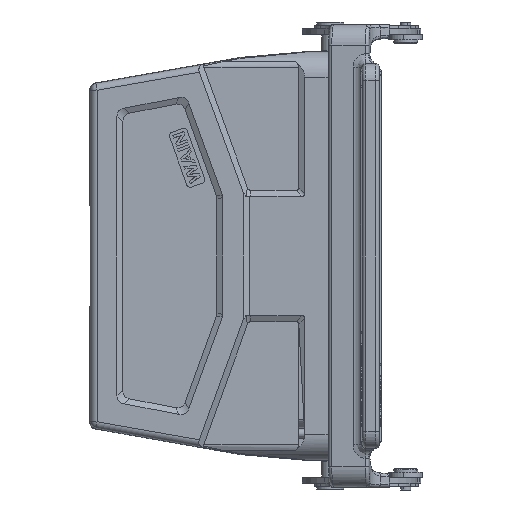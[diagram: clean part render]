
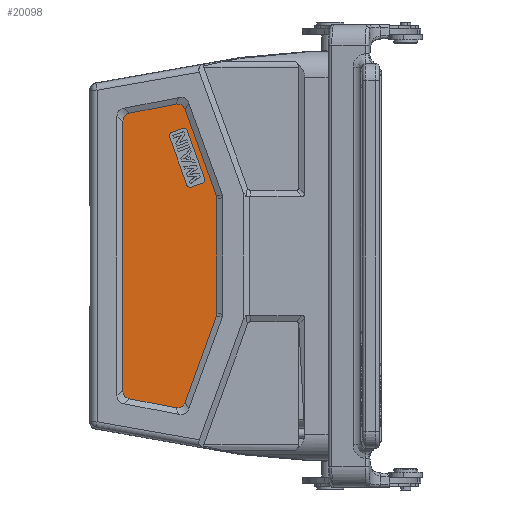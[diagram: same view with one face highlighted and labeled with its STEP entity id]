
A CAD part, left-side view. The second image highlights one B-rep face of the part: STEP entity #20098.
In plain terms, the highlighted planar face has unit normal (-1, 0, 0).
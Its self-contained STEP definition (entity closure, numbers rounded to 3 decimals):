
#191=DIRECTION('',(0.,-0.982,0.19));
#192=VECTOR('',#191,13.6);
#193=CARTESIAN_POINT('',(-21.5,9.658,41.859));
#194=LINE('',#193,#192);
#195=CARTESIAN_POINT('',(-21.5,-3.695,44.439));
#196=CARTESIAN_POINT('',(-21.5,-4.393,44.574));
#197=CARTESIAN_POINT('',(-21.5,-5.543,44.409));
#198=CARTESIAN_POINT('',(-21.5,-6.275,43.507));
#199=CARTESIAN_POINT('',(-21.5,-6.519,42.839));
#201=DIRECTION('',(0.,-0.342,-0.94));
#202=VECTOR('',#201,26.85);
#203=CARTESIAN_POINT('',(-21.5,-6.519,42.839));
#204=LINE('',#203,#202);
#205=CARTESIAN_POINT('',(-21.5,-15.702,17.609));
#206=CARTESIAN_POINT('',(-21.5,-15.802,17.333));
#207=CARTESIAN_POINT('',(-21.5,-15.853,17.048));
#208=CARTESIAN_POINT('',(-21.5,-15.853,16.754));
#210=DIRECTION('',(0.,0.,-1.));
#211=VECTOR('',#210,33.508);
#212=CARTESIAN_POINT('',(-21.5,-15.853,16.754));
#213=LINE('',#212,#211);
#214=CARTESIAN_POINT('',(-21.5,-15.853,-16.754));
#215=CARTESIAN_POINT('',(-21.5,-15.853,-17.048));
#216=CARTESIAN_POINT('',(-21.5,-15.802,-17.333));
#217=CARTESIAN_POINT('',(-21.5,-15.702,-17.609));
#219=DIRECTION('',(0.,0.342,-0.94));
#220=VECTOR('',#219,26.85);
#221=CARTESIAN_POINT('',(-21.5,-15.702,-17.609));
#222=LINE('',#221,#220);
#223=CARTESIAN_POINT('',(-21.5,-6.519,-42.839));
#224=CARTESIAN_POINT('',(-21.5,-6.275,-43.507));
#225=CARTESIAN_POINT('',(-21.5,-5.543,-44.409));
#226=CARTESIAN_POINT('',(-21.5,-4.393,-44.574));
#227=CARTESIAN_POINT('',(-21.5,-3.695,-44.439));
#229=DIRECTION('',(0.,0.982,0.19));
#230=VECTOR('',#229,13.6);
#231=CARTESIAN_POINT('',(-21.5,-3.695,-44.439));
#232=LINE('',#231,#230);
#233=CARTESIAN_POINT('',(-21.5,9.658,-41.859));
#234=CARTESIAN_POINT('',(-21.5,10.333,-41.729));
#235=CARTESIAN_POINT('',(-21.5,11.319,-41.167));
#236=CARTESIAN_POINT('',(-21.5,11.683,-40.093));
#237=CARTESIAN_POINT('',(-21.5,11.683,-39.405));
#239=DIRECTION('',(0.,0.,1.));
#240=VECTOR('',#239,78.81);
#241=CARTESIAN_POINT('',(-21.5,11.683,-39.405));
#242=LINE('',#241,#240);
#243=CARTESIAN_POINT('',(-21.5,11.683,39.405));
#244=CARTESIAN_POINT('',(-21.5,11.683,40.093));
#245=CARTESIAN_POINT('',(-21.5,11.319,41.167));
#246=CARTESIAN_POINT('',(-21.5,10.333,41.729));
#247=CARTESIAN_POINT('',(-21.5,9.658,41.859));
#249=DIRECTION('',(0.,0.342,0.94));
#250=VECTOR('',#249,15.);
#251=CARTESIAN_POINT('',(-21.5,-12.266,22.663));
#252=LINE('',#251,#250);
#253=CARTESIAN_POINT('',(-21.5,-6.196,36.417));
#254=DIRECTION('',(-1.,0.,0.));
#255=DIRECTION('',(0.,-0.94,0.342));
#256=AXIS2_PLACEMENT_3D('',#253,#254,#255);
#258=DIRECTION('',(0.,0.94,-0.342));
#259=VECTOR('',#258,3.5);
#260=CARTESIAN_POINT('',(-21.5,-5.854,37.356));
#261=LINE('',#260,#259);
#262=CARTESIAN_POINT('',(-21.5,-2.907,35.22));
#263=DIRECTION('',(-1.,0.,0.));
#264=DIRECTION('',(0.,0.342,0.94));
#265=AXIS2_PLACEMENT_3D('',#262,#263,#264);
#267=CARTESIAN_POINT('',(-21.5,-2.907,35.22));
#268=DIRECTION('',(-1.,0.,0.));
#269=DIRECTION('',(0.,1.,0.));
#270=AXIS2_PLACEMENT_3D('',#267,#268,#269);
#272=DIRECTION('',(0.,-0.342,-0.94));
#273=VECTOR('',#272,15.);
#274=CARTESIAN_POINT('',(-21.5,-1.967,34.878));
#275=LINE('',#274,#273);
#276=CARTESIAN_POINT('',(-21.5,-8.037,21.124));
#277=DIRECTION('',(-1.,0.,0.));
#278=DIRECTION('',(0.,0.94,-0.342));
#279=AXIS2_PLACEMENT_3D('',#276,#277,#278);
#281=DIRECTION('',(0.,-0.94,0.342));
#282=VECTOR('',#281,3.5);
#283=CARTESIAN_POINT('',(-21.5,-8.379,20.185));
#284=LINE('',#283,#282);
#285=CARTESIAN_POINT('',(-21.5,-11.326,22.321));
#286=DIRECTION('',(-1.,0.,0.));
#287=DIRECTION('',(0.,-0.342,-0.94));
#288=AXIS2_PLACEMENT_3D('',#285,#286,#287);
#290=CARTESIAN_POINT('',(-21.5,-11.326,22.321));
#291=DIRECTION('',(-1.,0.,0.));
#292=DIRECTION('',(0.,-1.,0.));
#293=AXIS2_PLACEMENT_3D('',#290,#291,#292);
#19097=CARTESIAN_POINT('',(-21.5,-15.853,16.754));
#19098=VERTEX_POINT('',#19097);
#19099=VERTEX_POINT('',#205);
#19100=CARTESIAN_POINT('',(-21.5,-15.853,-16.754));
#19101=VERTEX_POINT('',#19100);
#19102=CARTESIAN_POINT('',(-21.5,-15.702,-17.609));
#19103=VERTEX_POINT('',#19102);
#19104=CARTESIAN_POINT('',(-21.5,-6.519,-42.839));
#19105=VERTEX_POINT('',#19104);
#19106=CARTESIAN_POINT('',(-21.5,-3.695,-44.439));
#19107=VERTEX_POINT('',#19106);
#19108=CARTESIAN_POINT('',(-21.5,9.658,-41.859));
#19109=VERTEX_POINT('',#19108);
#19110=CARTESIAN_POINT('',(-21.5,11.683,-39.405));
#19111=VERTEX_POINT('',#19110);
#19112=CARTESIAN_POINT('',(-21.5,11.683,39.405));
#19113=VERTEX_POINT('',#19112);
#19114=CARTESIAN_POINT('',(-21.5,9.658,41.859));
#19115=VERTEX_POINT('',#19114);
#19116=CARTESIAN_POINT('',(-21.5,-3.695,44.439));
#19117=VERTEX_POINT('',#19116);
#19118=CARTESIAN_POINT('',(-21.5,-6.519,42.839));
#19119=VERTEX_POINT('',#19118);
#19120=CARTESIAN_POINT('',(-21.5,-12.266,22.663));
#19121=CARTESIAN_POINT('',(-21.5,-7.136,36.759));
#19122=VERTEX_POINT('',#19120);
#19123=VERTEX_POINT('',#19121);
#19124=CARTESIAN_POINT('',(-21.5,-5.854,37.356));
#19125=VERTEX_POINT('',#19124);
#19126=CARTESIAN_POINT('',(-21.5,-2.565,36.159));
#19127=VERTEX_POINT('',#19126);
#19128=CARTESIAN_POINT('',(-21.5,-1.907,35.22));
#19129=VERTEX_POINT('',#19128);
#19130=CARTESIAN_POINT('',(-21.5,-1.967,34.878));
#19131=VERTEX_POINT('',#19130);
#19132=CARTESIAN_POINT('',(-21.5,-7.098,20.782));
#19133=VERTEX_POINT('',#19132);
#19134=CARTESIAN_POINT('',(-21.5,-8.379,20.185));
#19135=VERTEX_POINT('',#19134);
#19136=CARTESIAN_POINT('',(-21.5,-11.668,21.382));
#19137=VERTEX_POINT('',#19136);
#19138=CARTESIAN_POINT('',(-21.5,-12.326,22.321));
#19139=VERTEX_POINT('',#19138);
#20046=CARTESIAN_POINT('',(-21.5,-17.585,48.886));
#20047=DIRECTION('',(-1.,0.,0.));
#20048=DIRECTION('',(0.,-1.,0.));
#20049=AXIS2_PLACEMENT_3D('',#20046,#20047,#20048);
#20050=PLANE('',#20049);
#20052=ORIENTED_EDGE('',*,*,#20051,.T.);
#20054=ORIENTED_EDGE('',*,*,#20053,.T.);
#20056=ORIENTED_EDGE('',*,*,#20055,.T.);
#20058=ORIENTED_EDGE('',*,*,#20057,.T.);
#20060=ORIENTED_EDGE('',*,*,#20059,.T.);
#20062=ORIENTED_EDGE('',*,*,#20061,.T.);
#20064=ORIENTED_EDGE('',*,*,#20063,.T.);
#20066=ORIENTED_EDGE('',*,*,#20065,.T.);
#20068=ORIENTED_EDGE('',*,*,#20067,.T.);
#20070=ORIENTED_EDGE('',*,*,#20069,.T.);
#20072=ORIENTED_EDGE('',*,*,#20071,.T.);
#20074=ORIENTED_EDGE('',*,*,#20073,.T.);
#20075=EDGE_LOOP('',(#20052,#20054,#20056,#20058,#20060,#20062,#20064,#20066,
#20068,#20070,#20072,#20074));
#20076=FACE_OUTER_BOUND('',#20075,.F.);
#20078=ORIENTED_EDGE('',*,*,#20077,.T.);
#20080=ORIENTED_EDGE('',*,*,#20079,.T.);
#20082=ORIENTED_EDGE('',*,*,#20081,.T.);
#20084=ORIENTED_EDGE('',*,*,#20083,.T.);
#20086=ORIENTED_EDGE('',*,*,#20085,.T.);
#20088=ORIENTED_EDGE('',*,*,#20087,.T.);
#20090=ORIENTED_EDGE('',*,*,#20089,.T.);
#20091=ORIENTED_EDGE('',*,*,#20036,.T.);
#20093=ORIENTED_EDGE('',*,*,#20092,.T.);
#20095=ORIENTED_EDGE('',*,*,#20094,.T.);
#20096=EDGE_LOOP('',(#20078,#20080,#20082,#20084,#20086,#20088,#20090,#20091,
#20093,#20095));
#20097=FACE_BOUND('',#20096,.F.);
#20098=ADVANCED_FACE('',(#20076,#20097),#20050,.T.);
#200=B_SPLINE_CURVE_WITH_KNOTS('',3,(#195,#196,#197,#198,#199),.UNSPECIFIED.,
.F.,.F.,(4,1,4),(0.,0.5,1.),.UNSPECIFIED.);
#209=B_SPLINE_CURVE_WITH_KNOTS('',3,(#205,#206,#207,#208),.UNSPECIFIED.,.F.,.F.,
(4,4),(0.,1.),.UNSPECIFIED.);
#218=B_SPLINE_CURVE_WITH_KNOTS('',3,(#214,#215,#216,#217),.UNSPECIFIED.,.F.,.F.,
(4,4),(0.,1.),.UNSPECIFIED.);
#228=B_SPLINE_CURVE_WITH_KNOTS('',3,(#223,#224,#225,#226,#227),.UNSPECIFIED.,
.F.,.F.,(4,1,4),(0.,0.5,1.),.UNSPECIFIED.);
#238=B_SPLINE_CURVE_WITH_KNOTS('',3,(#233,#234,#235,#236,#237),.UNSPECIFIED.,
.F.,.F.,(4,1,4),(0.,0.5,1.),.UNSPECIFIED.);
#248=B_SPLINE_CURVE_WITH_KNOTS('',3,(#243,#244,#245,#246,#247),.UNSPECIFIED.,
.F.,.F.,(4,1,4),(0.,0.5,1.),.UNSPECIFIED.);
#257=CIRCLE('',#256,1.);
#266=CIRCLE('',#265,1.);
#271=CIRCLE('',#270,1.);
#280=CIRCLE('',#279,1.);
#289=CIRCLE('',#288,1.);
#294=CIRCLE('',#293,1.);
#20036=EDGE_CURVE('',#19135,#19137,#284,.T.);
#20051=EDGE_CURVE('',#19115,#19117,#194,.T.);
#20053=EDGE_CURVE('',#19117,#19119,#200,.T.);
#20055=EDGE_CURVE('',#19119,#19099,#204,.T.);
#20057=EDGE_CURVE('',#19099,#19098,#209,.T.);
#20059=EDGE_CURVE('',#19098,#19101,#213,.T.);
#20061=EDGE_CURVE('',#19101,#19103,#218,.T.);
#20063=EDGE_CURVE('',#19103,#19105,#222,.T.);
#20065=EDGE_CURVE('',#19105,#19107,#228,.T.);
#20067=EDGE_CURVE('',#19107,#19109,#232,.T.);
#20069=EDGE_CURVE('',#19109,#19111,#238,.T.);
#20071=EDGE_CURVE('',#19111,#19113,#242,.T.);
#20073=EDGE_CURVE('',#19113,#19115,#248,.T.);
#20077=EDGE_CURVE('',#19122,#19123,#252,.T.);
#20079=EDGE_CURVE('',#19123,#19125,#257,.T.);
#20081=EDGE_CURVE('',#19125,#19127,#261,.T.);
#20083=EDGE_CURVE('',#19127,#19129,#266,.T.);
#20085=EDGE_CURVE('',#19129,#19131,#271,.T.);
#20087=EDGE_CURVE('',#19131,#19133,#275,.T.);
#20089=EDGE_CURVE('',#19133,#19135,#280,.T.);
#20092=EDGE_CURVE('',#19137,#19139,#289,.T.);
#20094=EDGE_CURVE('',#19139,#19122,#294,.T.);
